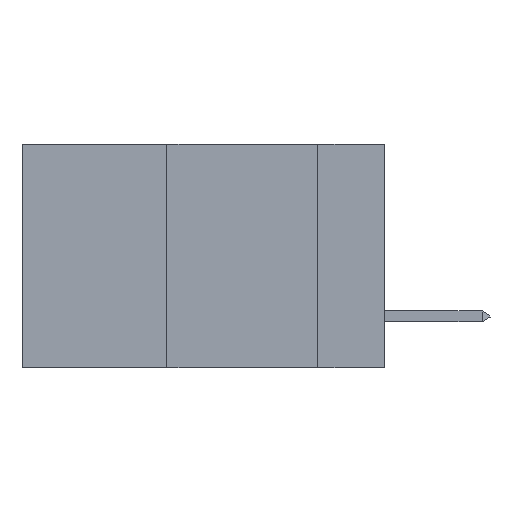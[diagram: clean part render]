
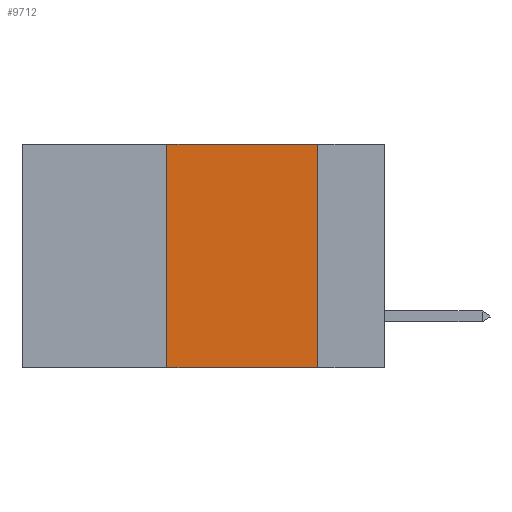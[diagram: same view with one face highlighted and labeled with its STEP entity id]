
A CAD part, left-side view. The second image highlights one B-rep face of the part: STEP entity #9712.
In plain terms, the highlighted planar face has unit normal (-1, 0, 0).
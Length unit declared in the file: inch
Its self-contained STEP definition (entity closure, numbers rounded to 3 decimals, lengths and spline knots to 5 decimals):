
#77 = DIRECTION ( 'NONE',  ( 0., 0., -1. ) ) ;
#216 = VECTOR ( 'NONE', #4593, 39.37008 ) ;
#906 = VECTOR ( 'NONE', #5548, 39.37008 ) ;
#1594 = VERTEX_POINT ( 'NONE', #3721 ) ;
#1653 = EDGE_LOOP ( 'NONE', ( #5193, #2231, #5240, #6441 ) ) ;
#2086 = LINE ( 'NONE', #2139, #11692 ) ;
#2135 = FACE_OUTER_BOUND ( 'NONE', #1653, .T. ) ;
#2139 = CARTESIAN_POINT ( 'NONE',  ( 0., 0.6, -0.37 ) ) ;
#2231 = ORIENTED_EDGE ( 'NONE', *, *, #12021, .F. ) ;
#2838 = LINE ( 'NONE', #4696, #5304 ) ;
#3099 = LINE ( 'NONE', #7434, #906 ) ;
#3391 = PLANE ( 'NONE',  #11794 ) ;
#3721 = CARTESIAN_POINT ( 'NONE',  ( 0., 0.36, 0. ) ) ;
#3786 = EDGE_CURVE ( 'NONE', #6522, #1594, #10128, .T. ) ;
#4119 = EDGE_CURVE ( 'NONE', #6522, #10726, #2086, .T. ) ;
#4593 = DIRECTION ( 'NONE',  ( 0., 0., 1. ) ) ;
#4696 = CARTESIAN_POINT ( 'NONE',  ( 0., 0.11, 0. ) ) ;
#4776 = DIRECTION ( 'NONE',  ( 0., -1., 0. ) ) ;
#5193 = ORIENTED_EDGE ( 'NONE', *, *, #10613, .F. ) ;
#5240 = ORIENTED_EDGE ( 'NONE', *, *, #3786, .F. ) ;
#5247 = CARTESIAN_POINT ( 'NONE',  ( 0., 0.11, 0. ) ) ;
#5304 = VECTOR ( 'NONE', #77, 39.37008 ) ;
#5548 = DIRECTION ( 'NONE',  ( 0., -1., 0. ) ) ;
#6441 = ORIENTED_EDGE ( 'NONE', *, *, #4119, .T. ) ;
#6522 = VERTEX_POINT ( 'NONE', #11701 ) ;
#7215 = CARTESIAN_POINT ( 'NONE',  ( 0., 0.6, 0. ) ) ;
#7336 = CARTESIAN_POINT ( 'NONE',  ( 0., 0.36, 0. ) ) ;
#7434 = CARTESIAN_POINT ( 'NONE',  ( 0., 0.6, 0. ) ) ;
#7977 = DIRECTION ( 'NONE',  ( 1., 0., 0. ) ) ;
#8888 = CARTESIAN_POINT ( 'NONE',  ( 0., 0.11, -0.37 ) ) ;
#9683 = VERTEX_POINT ( 'NONE', #5247 ) ;
#9712 = ADVANCED_FACE ( 'NONE', ( #2135 ), #3391, .F. ) ;
#10128 = LINE ( 'NONE', #7336, #216 ) ;
#10613 = EDGE_CURVE ( 'NONE', #9683, #10726, #2838, .T. ) ;
#10726 = VERTEX_POINT ( 'NONE', #8888 ) ;
#11692 = VECTOR ( 'NONE', #4776, 39.37008 ) ;
#11701 = CARTESIAN_POINT ( 'NONE',  ( 0., 0.36, -0.37 ) ) ;
#11791 = DIRECTION ( 'NONE',  ( 0., 0., -1. ) ) ;
#11794 = AXIS2_PLACEMENT_3D ( 'NONE', #7215, #7977, #11791 ) ;
#12021 = EDGE_CURVE ( 'NONE', #1594, #9683, #3099, .T. ) ;
